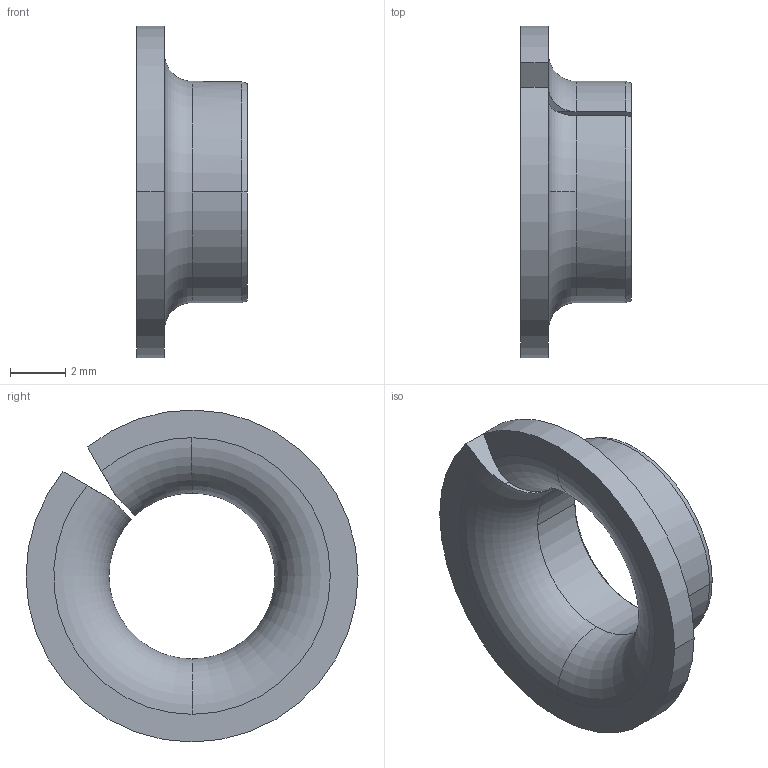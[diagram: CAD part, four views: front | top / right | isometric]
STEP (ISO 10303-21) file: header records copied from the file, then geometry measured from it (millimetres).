
FILE_DESCRIPTION(('STEP AP214'),'1');
FILE_NAME('flanged_bushing_pcmf_pcmf_060804_e.stp','2021-02-12T11:26:49',('TraceParts'),('TraceParts S.A.'),'Spatial InterOp 3D',' ',' ');
FILE_SCHEMA(('AUTOMOTIVE_DESIGN { 1 0 10303 214 1 1 1 1 }'));
Length unit declared in the file: millimetre
Products named in the file (1): flanged_bushing_pcmf_pcmf_060804_e
Bounding box: 4 x 12 x 12 mm (x, y, z)
Volume: 135.5 mm3; surface area: 335.8 mm2
Topology: 1 solids, 1 shells, 28 faces, 74 edges, 48 vertices
Faces by surface type: cylinder 9, plane 7, torus 6, cone 6
Entity records: 1254 total; most frequent: CARTESIAN_POINT 297, DIRECTION 162, ORIENTED_EDGE 148, EDGE_CURVE 74, AXIS2_PLACEMENT_3D 67, VERTEX_POINT 48, CIRCLE 38, STYLED_ITEM 28
